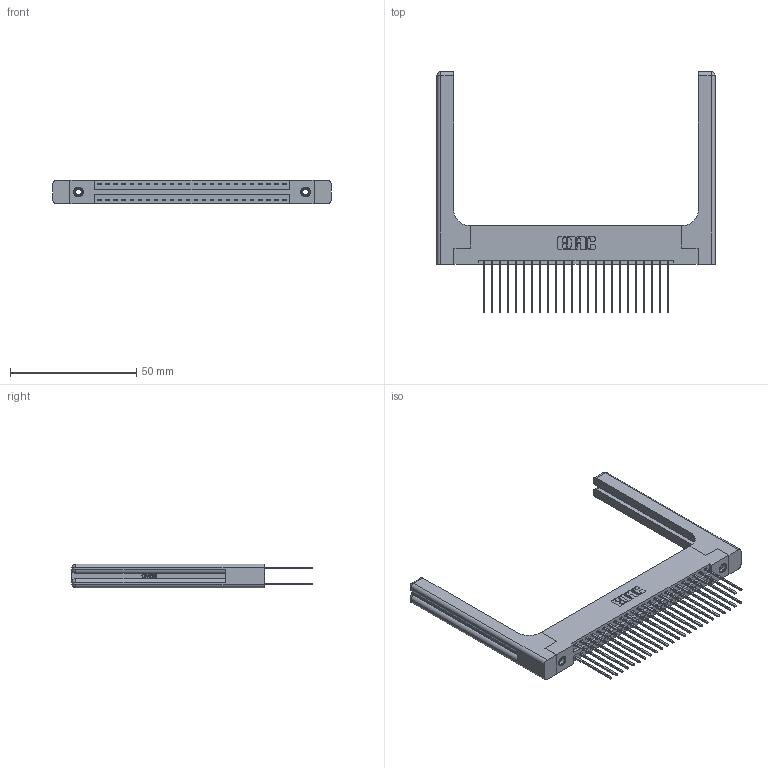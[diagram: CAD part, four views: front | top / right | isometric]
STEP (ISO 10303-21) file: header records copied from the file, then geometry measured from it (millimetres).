
FILE_DESCRIPTION (( 'STEP AP203' ), '1' );
FILE_NAME ('396-048-541-258.STEP', '2019-10-30T12:37:22', ( '' ), ( '' ), 'SwSTEP 2.0', 'SolidWorks 2016', '' );
FILE_SCHEMA (( 'CONFIG_CONTROL_DESIGN' ));
Length unit declared in the file: inch
Products named in the file (5): 345-250-001_345-250-001-102; 346-220-058_345-220-058; 345-292-001_345-293-141; 396-048-541-258; 346 Part_Flush Mounting Lugs - 0.156 Dia-TH
Assembly tree (53 placements, depth 2):
  396-048-541-258
    346 Part_Flush Mounting Lugs - 0.156 Dia-TH
    345-292-001_345-293-141  x48
    345-250-001_345-250-001-102  x2
    346-220-058_345-220-058  x2
Bounding box: 110.26 x 95.25 x 9.4 mm (x, y, z)
Volume: 18381.7 mm3; surface area: 20976.1 mm2
Topology: 53 solids, 53 shells, 2874 faces, 8435 edges, 5538 vertices
Faces by surface type: plane 1904, cylinder 910, bspline 36, cone 12, sphere 8, torus 4
Entity records: 23286 total; most frequent: CARTESIAN_POINT 4869, ORIENTED_EDGE 3600, DIRECTION 3276, EDGE_CURVE 1800, LINE 1480, VECTOR 1480, VERTEX_POINT 1190, AXIS2_PLACEMENT_3D 898
